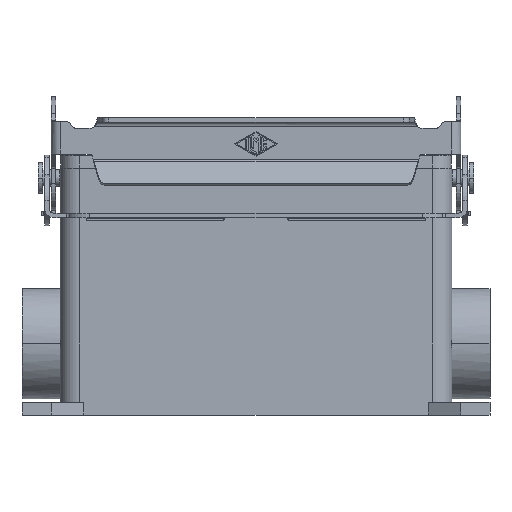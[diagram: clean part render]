
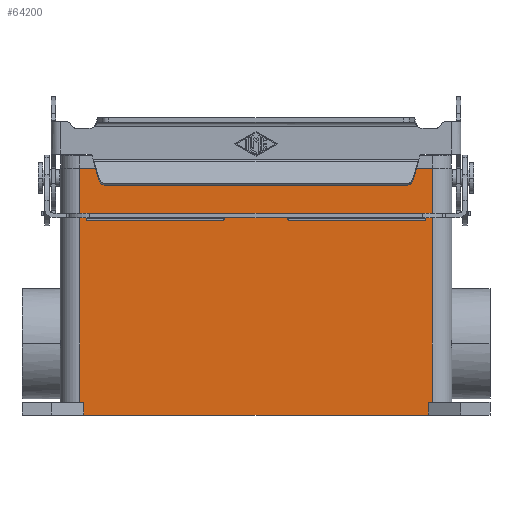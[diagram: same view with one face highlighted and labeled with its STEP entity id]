
A CAD part, front view. The second image highlights one B-rep face of the part: STEP entity #64200.
In plain terms, the highlighted planar face has unit normal (0, -1, 0).
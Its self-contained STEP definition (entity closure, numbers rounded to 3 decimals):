
#29630=CARTESIAN_POINT('',(-54.25,-22.25,3.));
#29640=VERTEX_POINT('',#29630);
#29670=CARTESIAN_POINT('',(-54.25,-22.25,-69.));
#29680=DIRECTION('',(0.,0.,1.));
#29690=VECTOR('',#29680,72.);
#29700=LINE('',#29670,#29690);
#29710=CARTESIAN_POINT('',(-54.25,-22.25,-69.));
#29720=VERTEX_POINT('',#29710);
#29730=EDGE_CURVE('',#29720,#29640,#29700,.T.);
#31380=CARTESIAN_POINT('',(54.25,-22.25,-69.));
#31390=VERTEX_POINT('',#31380);
#31420=CARTESIAN_POINT('',(54.25,-22.25,-69.));
#31430=DIRECTION('',(0.,0.,1.));
#31440=VECTOR('',#31430,72.);
#31450=LINE('',#31420,#31440);
#31460=CARTESIAN_POINT('',(54.25,-22.25,3.));
#31470=VERTEX_POINT('',#31460);
#31480=EDGE_CURVE('',#31390,#31470,#31450,.T.);
#59050=CARTESIAN_POINT('',(54.25,-22.25,3.));
#59060=DIRECTION('',(-1.,0.,0.));
#59070=VECTOR('',#59060,108.5);
#59080=LINE('',#59050,#59070);
#59090=EDGE_CURVE('',#31470,#29640,#59080,.T.);
#59410=CARTESIAN_POINT('',(-53.,-22.25,-69.));
#59420=DIRECTION('',(-1.,0.,0.));
#59430=VECTOR('',#59420,1.25);
#59440=LINE('',#59410,#59430);
#59450=CARTESIAN_POINT('',(-53.,-22.25,-69.));
#59460=VERTEX_POINT('',#59450);
#59470=EDGE_CURVE('',#59460,#29720,#59440,.T.);
#60510=CARTESIAN_POINT('',(53.,-22.25,-69.));
#60520=VERTEX_POINT('',#60510);
#60550=CARTESIAN_POINT('',(54.25,-22.25,-69.));
#60560=DIRECTION('',(-1.,0.,0.));
#60570=VECTOR('',#60560,1.25);
#60580=LINE('',#60550,#60570);
#60590=EDGE_CURVE('',#31390,#60520,#60580,.T.);
#63790=CARTESIAN_POINT('',(53.,-22.25,-73.));
#63800=VERTEX_POINT('',#63790);
#63830=CARTESIAN_POINT('',(53.,-22.25,-73.));
#63840=DIRECTION('',(0.,0.,1.));
#63850=VECTOR('',#63840,4.);
#63860=LINE('',#63830,#63850);
#63870=EDGE_CURVE('',#63800,#60520,#63860,.T.);
#63930=CARTESIAN_POINT('',(53.,-22.25,-73.));
#63940=DIRECTION('',(0.,-1.,0.));
#63950=DIRECTION('',(0.,0.,-1.));
#63960=AXIS2_PLACEMENT_3D('',#63930,#63940,#63950);
#63970=PLANE('',#63960);
#63980=ORIENTED_EDGE('',*,*,#59470,.F.);
#63990=ORIENTED_EDGE('',*,*,#29730,.F.);
#64000=ORIENTED_EDGE('',*,*,#59090,.T.);
#64010=ORIENTED_EDGE('',*,*,#31480,.T.);
#64020=ORIENTED_EDGE('',*,*,#60590,.F.);
#64030=ORIENTED_EDGE('',*,*,#63870,.T.);
#64040=CARTESIAN_POINT('',(53.,-22.25,-73.));
#64050=DIRECTION('',(-1.,0.,0.));
#64060=VECTOR('',#64050,106.);
#64070=LINE('',#64040,#64060);
#64080=CARTESIAN_POINT('',(-53.,-22.25,-73.));
#64090=VERTEX_POINT('',#64080);
#64100=EDGE_CURVE('',#63800,#64090,#64070,.T.);
#64110=ORIENTED_EDGE('',*,*,#64100,.F.);
#64120=CARTESIAN_POINT('',(-53.,-22.25,-73.));
#64130=DIRECTION('',(0.,0.,1.));
#64140=VECTOR('',#64130,4.);
#64150=LINE('',#64120,#64140);
#64160=EDGE_CURVE('',#64090,#59460,#64150,.T.);
#64170=ORIENTED_EDGE('',*,*,#64160,.F.);
#64180=EDGE_LOOP('',(#64170,#64110,#64030,#64020,#64010,#64000,#63990,
#63980));
#64190=FACE_OUTER_BOUND('',#64180,.T.);
#64200=ADVANCED_FACE('',(#64190),#63970,.T.);
